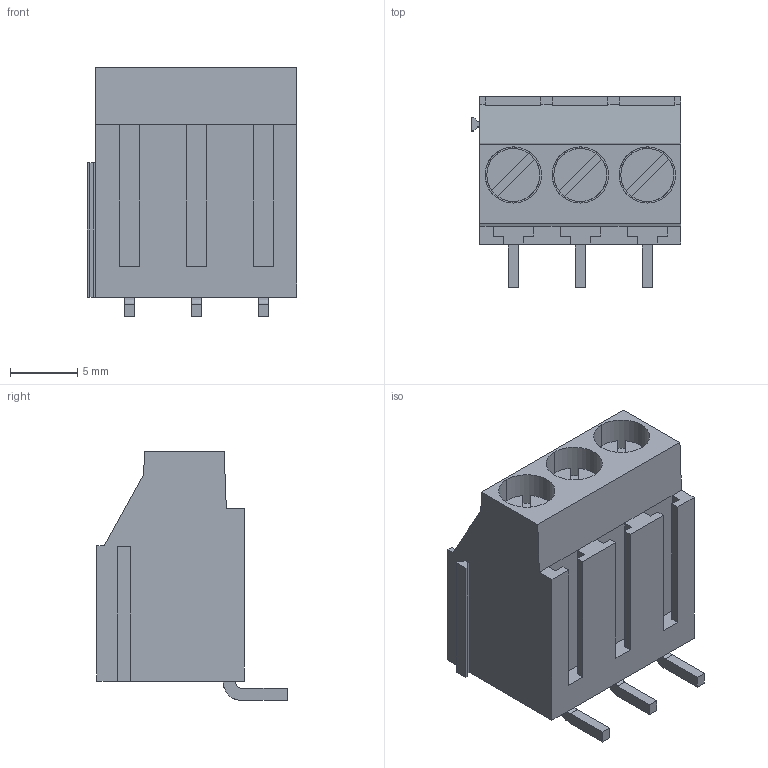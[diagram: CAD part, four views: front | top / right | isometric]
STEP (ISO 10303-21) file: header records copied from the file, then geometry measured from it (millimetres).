
FILE_DESCRIPTION(('CATIA V5 STEP','CAx-IF Rec.Pracs.--- Model Styling and Organization---1.2---2011-12-15'),'2;1');
FILE_NAME ('D1461262_0', '2017-01-24T05:08:21+00:00', ('none'), ('Weidmueller'), 'CATIA Version 5-6 Release 2014', 'CATIA V5 STEP AP214', 'none');
FILE_SCHEMA(('AUTOMOTIVE_DESIGN { 1 0 10303 214 1 1 1 1 }'));
Length unit declared in the file: millimetre
Products named in the file (1): 1994240000
Bounding box: 15.65 x 14.2 x 18.57 mm (x, y, z)
Volume: 1990.4 mm3; surface area: 2007.9 mm2
Topology: 7 solids, 7 shells, 229 faces, 600 edges, 394 vertices
Faces by surface type: plane 211, cylinder 12, extrusion 6
Entity records: 6888 total; most frequent: CARTESIAN_POINT 1332, ORIENTED_EDGE 1200, DIRECTION 920, EDGE_CURVE 600, VECTOR 558, LINE 552, VERTEX_POINT 394, EDGE_LOOP 238
